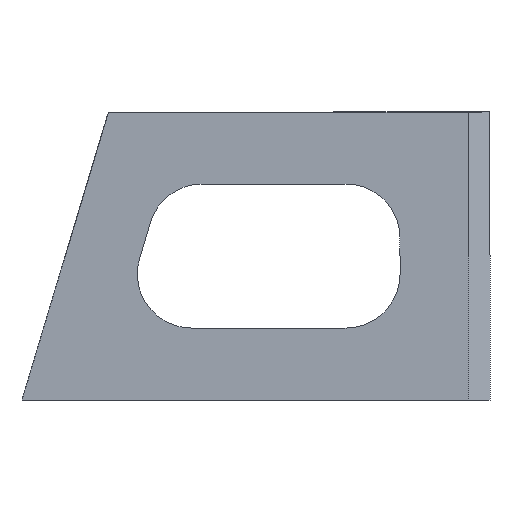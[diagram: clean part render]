
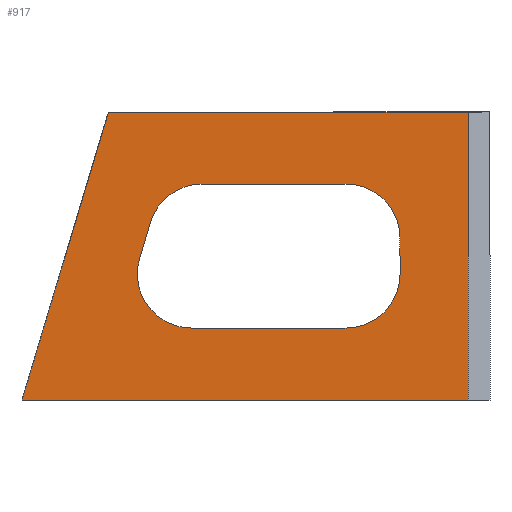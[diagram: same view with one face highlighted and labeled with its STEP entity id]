
A CAD part, left-side view. The second image highlights one B-rep face of the part: STEP entity #917.
In plain terms, the highlighted planar face has unit normal (-1, 0, 0).
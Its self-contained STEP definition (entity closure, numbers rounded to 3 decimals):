
#8 = CARTESIAN_POINT ( 'NONE',  ( -12.5, 6.062, 40. ) ) ;
#15 = CARTESIAN_POINT ( 'NONE',  ( -12.5, 40., -20. ) ) ;
#20 = VERTEX_POINT ( 'NONE', #806 ) ;
#22 = VERTEX_POINT ( 'NONE', #15 ) ;
#30 = CARTESIAN_POINT ( 'NONE',  ( -12.5, 91.119, 20. ) ) ;
#52 = CARTESIAN_POINT ( 'NONE',  ( -12.5, 130., -40. ) ) ;
#65 = CARTESIAN_POINT ( 'NONE',  ( -12.5, 220.797, 40. ) ) ;
#78 = DIRECTION ( 'NONE',  ( 0., 0., -1. ) ) ;
#79 = AXIS2_PLACEMENT_3D ( 'NONE', #172, #474, #1020 ) ;
#80 = EDGE_CURVE ( 'NONE', #804, #444, #102, .T. ) ;
#85 = DIRECTION ( 'NONE',  ( 0., -0.287, 0.958 ) ) ;
#99 = LINE ( 'NONE', #65, #934 ) ;
#102 = LINE ( 'NONE', #501, #1127 ) ;
#106 = AXIS2_PLACEMENT_3D ( 'NONE', #213, #789, #107 ) ;
#107 = DIRECTION ( 'NONE',  ( 0., 0., -1. ) ) ;
#118 = EDGE_CURVE ( 'NONE', #444, #486, #535, .T. ) ;
#129 = CARTESIAN_POINT ( 'NONE',  ( -12.5, 6.062, -40. ) ) ;
#139 = FACE_OUTER_BOUND ( 'NONE', #1034, .T. ) ;
#144 = VERTEX_POINT ( 'NONE', #8 ) ;
#170 = VECTOR ( 'NONE', #85, 1000. ) ;
#172 = CARTESIAN_POINT ( 'NONE',  ( -12.5, 40., -5. ) ) ;
#195 = CARTESIAN_POINT ( 'NONE',  ( -12.5, 220.797, -40. ) ) ;
#207 = VERTEX_POINT ( 'NONE', #1031 ) ;
#213 = CARTESIAN_POINT ( 'NONE',  ( -12.5, 40., 5. ) ) ;
#227 = DIRECTION ( 'NONE',  ( 0., -1., 0. ) ) ;
#255 = EDGE_CURVE ( 'NONE', #1053, #799, #873, .T. ) ;
#277 = EDGE_CURVE ( 'NONE', #207, #20, #1144, .T. ) ;
#344 = VECTOR ( 'NONE', #227, 1000. ) ;
#362 = VERTEX_POINT ( 'NONE', #834 ) ;
#364 = CIRCLE ( 'NONE', #683, 15. ) ;
#370 = EDGE_CURVE ( 'NONE', #22, #362, #699, .T. ) ;
#410 = CIRCLE ( 'NONE', #533, 15. ) ;
#411 = EDGE_CURVE ( 'NONE', #875, #614, #926, .T. ) ;
#438 = ORIENTED_EDGE ( 'NONE', *, *, #918, .T. ) ;
#444 = VERTEX_POINT ( 'NONE', #52 ) ;
#446 = DIRECTION ( 'NONE',  ( 1., 0., 0. ) ) ;
#451 = CARTESIAN_POINT ( 'NONE',  ( -12.5, 220.797, 40. ) ) ;
#454 = LINE ( 'NONE', #677, #562 ) ;
#458 = DIRECTION ( 'NONE',  ( 0., 0., -1. ) ) ;
#474 = DIRECTION ( 'NONE',  ( 1., 0., 0. ) ) ;
#483 = ORIENTED_EDGE ( 'NONE', *, *, #957, .F. ) ;
#486 = VERTEX_POINT ( 'NONE', #129 ) ;
#501 = CARTESIAN_POINT ( 'NONE',  ( -12.5, 115.479, 8.405 ) ) ;
#526 = ORIENTED_EDGE ( 'NONE', *, *, #542, .T. ) ;
#532 = VECTOR ( 'NONE', #1052, 1000. ) ;
#533 = AXIS2_PLACEMENT_3D ( 'NONE', #893, #978, #999 ) ;
#535 = LINE ( 'NONE', #195, #532 ) ;
#536 = VECTOR ( 'NONE', #1207, 1000. ) ;
#542 = EDGE_CURVE ( 'NONE', #20, #875, #410, .T. ) ;
#562 = VECTOR ( 'NONE', #78, 1000. ) ;
#574 = ORIENTED_EDGE ( 'NONE', *, *, #255, .T. ) ;
#614 = VERTEX_POINT ( 'NONE', #732 ) ;
#637 = PLANE ( 'NONE',  #1199 ) ;
#640 = CARTESIAN_POINT ( 'NONE',  ( -12.5, 79.959, 20. ) ) ;
#677 = CARTESIAN_POINT ( 'NONE',  ( -12.5, 6.062, 40. ) ) ;
#683 = AXIS2_PLACEMENT_3D ( 'NONE', #992, #1008, #458 ) ;
#688 = CARTESIAN_POINT ( 'NONE',  ( -12.5, 103.119, -20. ) ) ;
#697 = CIRCLE ( 'NONE', #106, 15. ) ;
#699 = LINE ( 'NONE', #923, #536 ) ;
#714 = EDGE_CURVE ( 'NONE', #362, #207, #364, .T. ) ;
#732 = CARTESIAN_POINT ( 'NONE',  ( -12.5, 40., 20. ) ) ;
#743 = CIRCLE ( 'NONE', #79, 15. ) ;
#768 = DIRECTION ( 'NONE',  ( 0., 0., -1. ) ) ;
#789 = DIRECTION ( 'NONE',  ( 1., 0., 0. ) ) ;
#799 = VERTEX_POINT ( 'NONE', #895 ) ;
#804 = VERTEX_POINT ( 'NONE', #1114 ) ;
#806 = CARTESIAN_POINT ( 'NONE',  ( -12.5, 94.326, 9.31 ) ) ;
#832 = ORIENTED_EDGE ( 'NONE', *, *, #277, .T. ) ;
#834 = CARTESIAN_POINT ( 'NONE',  ( -12.5, 82.959, -20. ) ) ;
#871 = DIRECTION ( 'NONE',  ( 0., 0.287, -0.958 ) ) ;
#873 = LINE ( 'NONE', #1146, #903 ) ;
#875 = VERTEX_POINT ( 'NONE', #640 ) ;
#878 = ORIENTED_EDGE ( 'NONE', *, *, #118, .T. ) ;
#893 = CARTESIAN_POINT ( 'NONE',  ( -12.5, 79.959, 5. ) ) ;
#895 = CARTESIAN_POINT ( 'NONE',  ( -12.5, 25., -5. ) ) ;
#896 = ORIENTED_EDGE ( 'NONE', *, *, #411, .T. ) ;
#903 = VECTOR ( 'NONE', #768, 1000. ) ;
#917 = ADVANCED_FACE ( 'NONE', ( #989, #139 ), #637, .F. ) ;
#918 = EDGE_CURVE ( 'NONE', #799, #22, #743, .T. ) ;
#923 = CARTESIAN_POINT ( 'NONE',  ( -12.5, 25., -20. ) ) ;
#926 = LINE ( 'NONE', #30, #344 ) ;
#934 = VECTOR ( 'NONE', #936, 1000. ) ;
#936 = DIRECTION ( 'NONE',  ( 0., -1., 0. ) ) ;
#957 = EDGE_CURVE ( 'NONE', #804, #144, #99, .T. ) ;
#978 = DIRECTION ( 'NONE',  ( 1., 0., 0. ) ) ;
#989 = FACE_BOUND ( 'NONE', #1140, .T. ) ;
#992 = CARTESIAN_POINT ( 'NONE',  ( -12.5, 82.959, -5. ) ) ;
#999 = DIRECTION ( 'NONE',  ( 0., 0., -1. ) ) ;
#1008 = DIRECTION ( 'NONE',  ( 1., 0., 0. ) ) ;
#1020 = DIRECTION ( 'NONE',  ( 0., 0., -1. ) ) ;
#1031 = CARTESIAN_POINT ( 'NONE',  ( -12.5, 97.326, -0.69 ) ) ;
#1032 = EDGE_CURVE ( 'NONE', #144, #486, #454, .T. ) ;
#1034 = EDGE_LOOP ( 'NONE', ( #878, #1050, #483, #1121 ) ) ;
#1035 = CARTESIAN_POINT ( 'NONE',  ( -12.5, 25., 5. ) ) ;
#1038 = ORIENTED_EDGE ( 'NONE', *, *, #1208, .T. ) ;
#1050 = ORIENTED_EDGE ( 'NONE', *, *, #1032, .F. ) ;
#1052 = DIRECTION ( 'NONE',  ( 0., -1., 0. ) ) ;
#1053 = VERTEX_POINT ( 'NONE', #1035 ) ;
#1114 = CARTESIAN_POINT ( 'NONE',  ( -12.5, 106., 40. ) ) ;
#1115 = DIRECTION ( 'NONE',  ( 0., 0., -1. ) ) ;
#1121 = ORIENTED_EDGE ( 'NONE', *, *, #80, .T. ) ;
#1127 = VECTOR ( 'NONE', #871, 1000. ) ;
#1140 = EDGE_LOOP ( 'NONE', ( #1176, #1203, #832, #526, #896, #1038, #574, #438 ) ) ;
#1144 = LINE ( 'NONE', #688, #170 ) ;
#1146 = CARTESIAN_POINT ( 'NONE',  ( -12.5, 25., 20. ) ) ;
#1176 = ORIENTED_EDGE ( 'NONE', *, *, #370, .T. ) ;
#1199 = AXIS2_PLACEMENT_3D ( 'NONE', #451, #446, #1115 ) ;
#1203 = ORIENTED_EDGE ( 'NONE', *, *, #714, .T. ) ;
#1207 = DIRECTION ( 'NONE',  ( 0., 1., 0. ) ) ;
#1208 = EDGE_CURVE ( 'NONE', #614, #1053, #697, .T. ) ;
